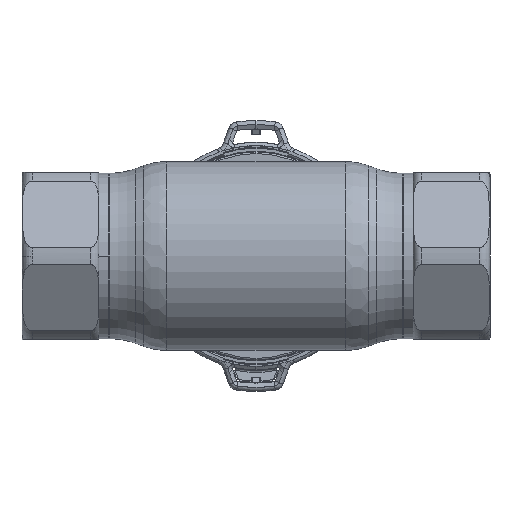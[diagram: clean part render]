
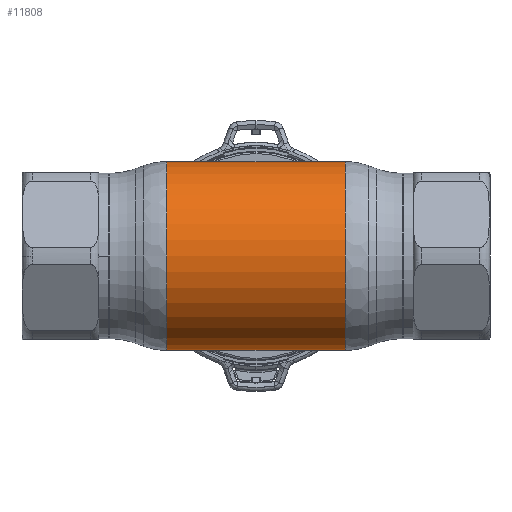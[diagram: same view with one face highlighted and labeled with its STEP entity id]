
A CAD part, front view. The second image highlights one B-rep face of the part: STEP entity #11808.
In plain terms, the highlighted cylindrical face has radius 28.25 mm (diameter 56.5 mm), a partial arc.
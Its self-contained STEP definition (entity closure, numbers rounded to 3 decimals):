
#710 = EDGE_CURVE ( 'NONE', #2924, #17415, #29179, .T. ) ;
#984 = DIRECTION ( 'NONE',  ( 0., 0., 1. ) ) ;
#1180 = CARTESIAN_POINT ( 'NONE',  ( -26.673, 0., -28.25 ) ) ;
#1994 = DIRECTION ( 'NONE',  ( -1., 0., 0. ) ) ;
#2098 = LINE ( 'NONE', #32285, #33797 ) ;
#2282 = CARTESIAN_POINT ( 'NONE',  ( 26.673, 0., 0. ) ) ;
#2492 = DIRECTION ( 'NONE',  ( -1., 0., 0. ) ) ;
#2924 = VERTEX_POINT ( 'NONE', #1180 ) ;
#5235 = DIRECTION ( 'NONE',  ( -1., 0., 0. ) ) ;
#5393 = EDGE_CURVE ( 'NONE', #21673, #2924, #2098, .T. ) ;
#5508 = CARTESIAN_POINT ( 'NONE',  ( -26.673, 0., 0. ) ) ;
#7463 = ORIENTED_EDGE ( 'NONE', *, *, #21770, .T. ) ;
#7785 = VERTEX_POINT ( 'NONE', #21074 ) ;
#11808 = ADVANCED_FACE ( 'NONE', ( #36074 ), #23910, .T. ) ;
#11990 = ORIENTED_EDGE ( 'NONE', *, *, #13086, .T. ) ;
#13086 = EDGE_CURVE ( 'NONE', #7785, #17415, #28840, .T. ) ;
#13771 = ORIENTED_EDGE ( 'NONE', *, *, #5393, .F. ) ;
#14901 = CARTESIAN_POINT ( 'NONE',  ( -26.673, 0., 28.25 ) ) ;
#15089 = DIRECTION ( 'NONE',  ( 0., 0., 1. ) ) ;
#15291 = DIRECTION ( 'NONE',  ( -1., 0., 0. ) ) ;
#15864 = CIRCLE ( 'NONE', #37814, 28.25 ) ;
#16396 = CARTESIAN_POINT ( 'NONE',  ( 26.673, 0., -28.25 ) ) ;
#17415 = VERTEX_POINT ( 'NONE', #14901 ) ;
#21074 = CARTESIAN_POINT ( 'NONE',  ( 26.673, 0., 28.25 ) ) ;
#21673 = VERTEX_POINT ( 'NONE', #16396 ) ;
#21770 = EDGE_CURVE ( 'NONE', #21673, #7785, #15864, .T. ) ;
#23910 = CYLINDRICAL_SURFACE ( 'NONE', #36568, 28.25 ) ;
#24394 = DIRECTION ( 'NONE',  ( 0., 0., 1. ) ) ;
#28840 = LINE ( 'NONE', #37915, #33604 ) ;
#29179 = CIRCLE ( 'NONE', #34841, 28.25 ) ;
#29387 = DIRECTION ( 'NONE',  ( -1., 0., 0. ) ) ;
#31398 = EDGE_LOOP ( 'NONE', ( #13771, #7463, #11990, #31818 ) ) ;
#31818 = ORIENTED_EDGE ( 'NONE', *, *, #710, .F. ) ;
#32285 = CARTESIAN_POINT ( 'NONE',  ( -62.69, 0., -28.25 ) ) ;
#32748 = CARTESIAN_POINT ( 'NONE',  ( -62.69, 0., 0. ) ) ;
#33604 = VECTOR ( 'NONE', #1994, 1000. ) ;
#33797 = VECTOR ( 'NONE', #2492, 1000. ) ;
#34841 = AXIS2_PLACEMENT_3D ( 'NONE', #5508, #29387, #984 ) ;
#36074 = FACE_OUTER_BOUND ( 'NONE', #31398, .T. ) ;
#36568 = AXIS2_PLACEMENT_3D ( 'NONE', #32748, #15291, #15089 ) ;
#37814 = AXIS2_PLACEMENT_3D ( 'NONE', #2282, #5235, #24394 ) ;
#37915 = CARTESIAN_POINT ( 'NONE',  ( -62.69, 0., 28.25 ) ) ;
